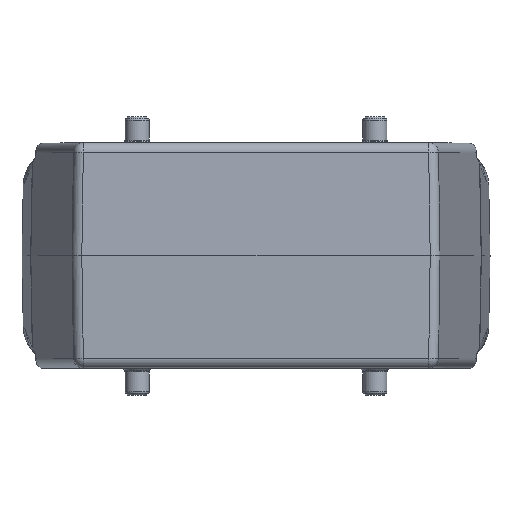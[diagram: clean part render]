
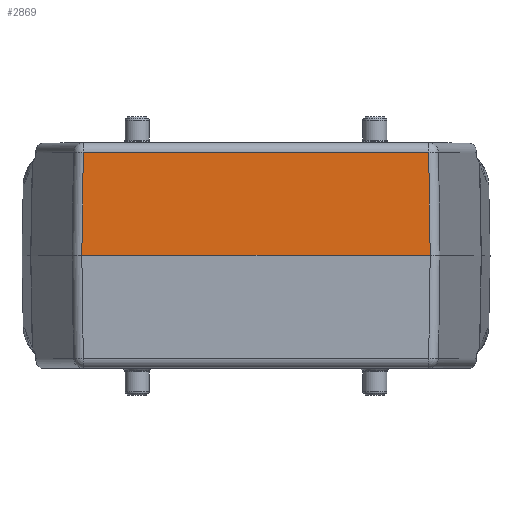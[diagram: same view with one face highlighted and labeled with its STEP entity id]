
A CAD part, top view. The second image highlights one B-rep face of the part: STEP entity #2869.
In plain terms, the highlighted planar face has unit normal (0, 0.018, 1).
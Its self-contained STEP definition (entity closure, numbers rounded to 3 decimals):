
#1867=FACE_OUTER_BOUND('',#3990,.T.);
#2869=ADVANCED_FACE('',(#1867),#3526,.T.);
#3526=PLANE('',#15291);
#3990=EDGE_LOOP('',(#5092,#5093,#5094,#5095));
#5092=ORIENTED_EDGE('',*,*,#9146,.T.);
#5093=ORIENTED_EDGE('',*,*,#9147,.T.);
#5094=ORIENTED_EDGE('',*,*,#9148,.F.);
#5095=ORIENTED_EDGE('',*,*,#9149,.T.);
#8150=VERTEX_POINT('',#22038);
#8151=VERTEX_POINT('',#22039);
#8152=VERTEX_POINT('',#22041);
#8153=VERTEX_POINT('',#22043);
#9146=EDGE_CURVE('',#8150,#8151,#12569,.T.);
#9147=EDGE_CURVE('',#8151,#8152,#12570,.T.);
#9148=EDGE_CURVE('',#8153,#8152,#12571,.T.);
#9149=EDGE_CURVE('',#8153,#8150,#12572,.T.);
#12569=LINE('',#22037,#13411);
#12570=LINE('',#22040,#13412);
#12571=LINE('',#22042,#13413);
#12572=LINE('',#22044,#13414);
#13411=VECTOR('',#16783,1.);
#13412=VECTOR('',#16784,1.);
#13413=VECTOR('',#16785,1.);
#13414=VECTOR('',#16786,1.);
#15291=AXIS2_PLACEMENT_3D('',#22045,#16787,#16788);
#16783=DIRECTION('',(-1.,0.,0.));
#16784=DIRECTION('',(-0.014,-1.,0.017));
#16785=DIRECTION('',(-1.,0.,0.));
#16786=DIRECTION('',(-0.014,1.,-0.017));
#16787=DIRECTION('',(0.,0.017,1.));
#16788=DIRECTION('',(0.,-1.,0.017));
#22037=CARTESIAN_POINT('',(-36.124,20.535,66.492));
#22038=CARTESIAN_POINT('',(34.503,20.535,66.492));
#22039=CARTESIAN_POINT('',(-34.503,20.535,66.492));
#22040=CARTESIAN_POINT('',(-34.799,-0.024,66.85));
#22041=CARTESIAN_POINT('',(-34.799,0.,66.85));
#22042=CARTESIAN_POINT('',(-36.447,0.,66.85));
#22043=CARTESIAN_POINT('',(34.799,0.,66.85));
#22044=CARTESIAN_POINT('',(34.784,1.025,66.832));
#22045=CARTESIAN_POINT('',(-36.447,0.,66.85));
